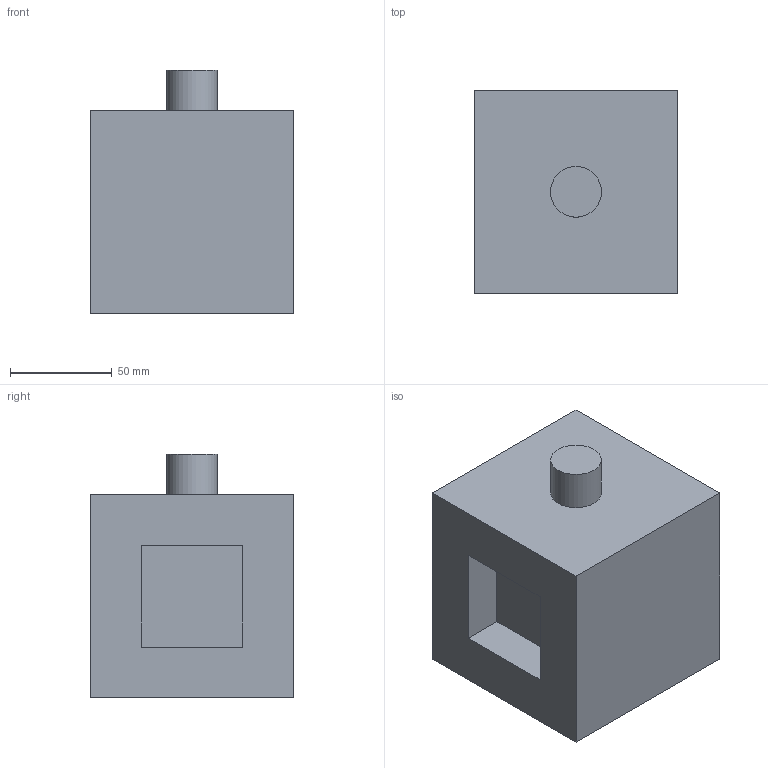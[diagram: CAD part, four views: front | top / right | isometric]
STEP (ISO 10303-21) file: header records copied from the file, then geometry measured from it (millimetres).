
FILE_DESCRIPTION(/* description */ (''),/* implementation_level */ '2;1');
FILE_NAME(/* name */ 'Repte7.step',/* time_stamp */ '2023-12-07T19:31:40+01:00',/* author */ (''),/* organization */ (''),/* preprocessor_version */ 'ST-DEVELOPER v20',/* originating_system */ 'Autodesk Translation Framework v12.14.0.127',/* authorisation */ '');
FILE_SCHEMA (('AUTOMOTIVE_DESIGN { 1 0 10303 214 3 1 1 }'));
Length unit declared in the file: millimetre
Products named in the file (1): Repte+7
Bounding box: 100 x 100 x 120 mm (x, y, z)
Volume: 920547.6 mm3; surface area: 68712.4 mm2
Topology: 1 solids, 1 shells, 15 faces, 30 edges, 20 vertices
Faces by surface type: plane 13, cylinder 2
Full cylindrical faces by diameter (mm): 25 x1, 50 x1
Entity records: 428 total; most frequent: DIRECTION 66, CARTESIAN_POINT 66, ORIENTED_EDGE 60, EDGE_CURVE 30, LINE 26, VECTOR 26, VERTEX_POINT 20, AXIS2_PLACEMENT_3D 20
